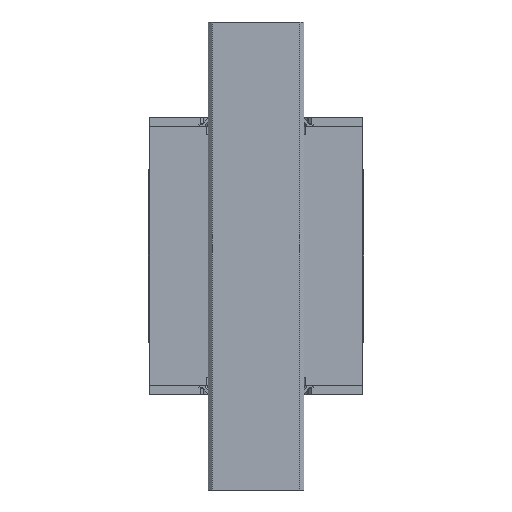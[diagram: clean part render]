
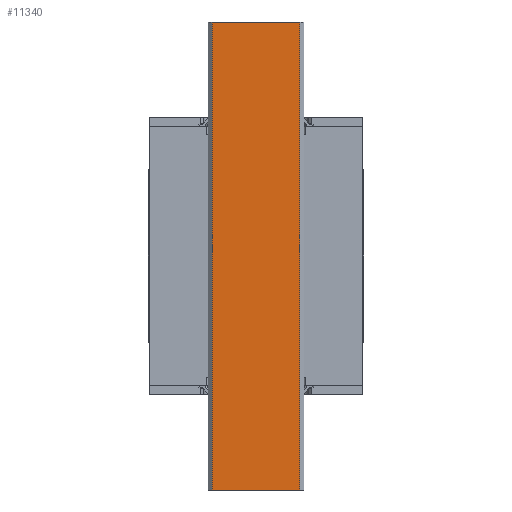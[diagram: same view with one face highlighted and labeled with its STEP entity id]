
A CAD part, front view. The second image highlights one B-rep face of the part: STEP entity #11340.
In plain terms, the highlighted planar face has unit normal (0, -1, 0).
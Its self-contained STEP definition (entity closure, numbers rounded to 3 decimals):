
#10748=DIRECTION('',(1.,0.,0.));
#10749=VECTOR('',#10748,11.);
#10750=CARTESIAN_POINT('',(-5.5,-5.8,-29.3));
#10751=LINE('',#10750,#10749);
#10797=DIRECTION('',(0.,0.,1.));
#10798=VECTOR('',#10797,58.6);
#10799=CARTESIAN_POINT('',(5.5,-5.8,-29.3));
#10800=LINE('',#10799,#10798);
#10804=DIRECTION('',(0.,0.,1.));
#10805=VECTOR('',#10804,58.6);
#10806=CARTESIAN_POINT('',(-5.5,-5.8,-29.3));
#10807=LINE('',#10806,#10805);
#10972=DIRECTION('',(1.,0.,0.));
#10973=VECTOR('',#10972,11.);
#10974=CARTESIAN_POINT('',(-5.5,-5.8,29.3));
#10975=LINE('',#10974,#10973);
#11147=CARTESIAN_POINT('',(-5.5,-5.8,-29.3));
#11149=VERTEX_POINT('',#11147);
#11150=CARTESIAN_POINT('',(5.5,-5.8,-29.3));
#11151=VERTEX_POINT('',#11150);
#11183=CARTESIAN_POINT('',(-5.5,-5.8,29.3));
#11185=VERTEX_POINT('',#11183);
#11186=CARTESIAN_POINT('',(5.5,-5.8,29.3));
#11187=VERTEX_POINT('',#11186);
#11327=CARTESIAN_POINT('',(-5.5,-5.8,-29.3));
#11328=DIRECTION('',(0.,-1.,0.));
#11329=DIRECTION('',(1.,0.,0.));
#11330=AXIS2_PLACEMENT_3D('',#11327,#11328,#11329);
#11331=PLANE('',#11330);
#11332=ORIENTED_EDGE('',*,*,#11259,.F.);
#11334=ORIENTED_EDGE('',*,*,#11333,.T.);
#11336=ORIENTED_EDGE('',*,*,#11335,.T.);
#11337=ORIENTED_EDGE('',*,*,#11319,.F.);
#11338=EDGE_LOOP('',(#11332,#11334,#11336,#11337));
#11339=FACE_OUTER_BOUND('',#11338,.F.);
#11259=EDGE_CURVE('',#11149,#11151,#10751,.T.);
#11319=EDGE_CURVE('',#11151,#11187,#10800,.T.);
#11333=EDGE_CURVE('',#11149,#11185,#10807,.T.);
#11335=EDGE_CURVE('',#11185,#11187,#10975,.T.);
#11340=ADVANCED_FACE('',(#11339),#11331,.T.);
